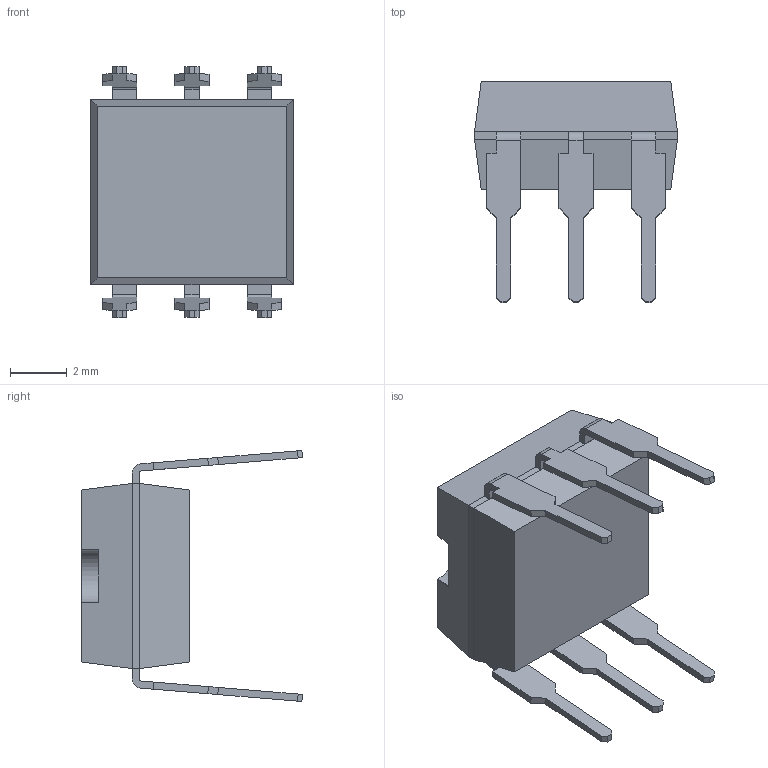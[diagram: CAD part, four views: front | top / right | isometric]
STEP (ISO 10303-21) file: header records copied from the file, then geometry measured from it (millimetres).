
FILE_DESCRIPTION (( 'STEP AP214' ), '1' );
FILE_NAME ('4N35.STEP', '2020-07-05T21:27:09', ( '' ), ( '' ), 'SwSTEP 2.0', 'SolidWorks 2017', '' );
FILE_SCHEMA (( 'AUTOMOTIVE_DESIGN' ));
Length unit declared in the file: millimetre
Products named in the file (1): 4N35
Bounding box: 7.12 x 7.75 x 8.81 mm (x, y, z)
Volume: 171.3 mm3; surface area: 262.3 mm2
Topology: 7 solids, 7 shells, 130 faces, 338 edges, 222 vertices
Faces by surface type: plane 117, cylinder 13
Entity records: 3996 total; most frequent: CARTESIAN_POINT 691, ORIENTED_EDGE 676, DIRECTION 626, EDGE_CURVE 338, VECTOR 312, LINE 312, VERTEX_POINT 222, AXIS2_PLACEMENT_3D 157
